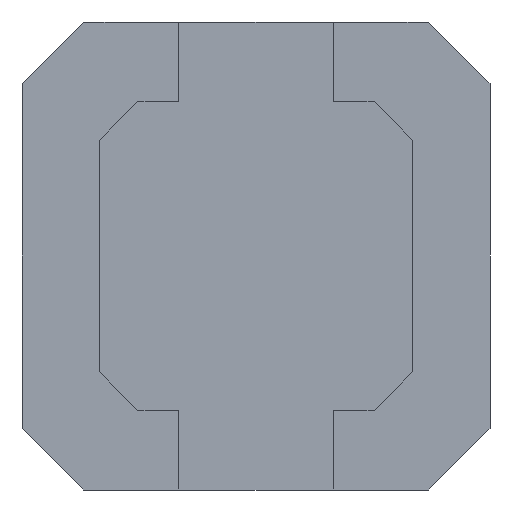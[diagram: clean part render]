
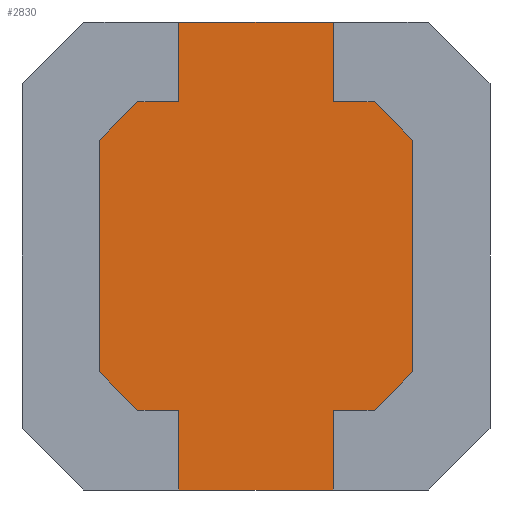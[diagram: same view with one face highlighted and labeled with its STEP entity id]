
A CAD part, front view. The second image highlights one B-rep face of the part: STEP entity #2830.
In plain terms, the highlighted planar face has unit normal (0, -1, 0).
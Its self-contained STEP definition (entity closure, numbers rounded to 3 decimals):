
#115 = CARTESIAN_POINT ( 'NONE',  ( -0.5, 0.15, -1.515 ) ) ;
#118 = VECTOR ( 'NONE', #3287, 1000. ) ;
#145 = VECTOR ( 'NONE', #2216, 1000. ) ;
#149 = VERTEX_POINT ( 'NONE', #1190 ) ;
#161 = LINE ( 'NONE', #2670, #3259 ) ;
#212 = CARTESIAN_POINT ( 'NONE',  ( -0.765, 0.15, 1. ) ) ;
#219 = CARTESIAN_POINT ( 'NONE',  ( 0.5, 0.15, 1.515 ) ) ;
#263 = EDGE_LOOP ( 'NONE', ( #1949, #4310, #1793, #4429, #1661, #1714, #2582, #4614, #2165, #2581, #3903, #3877, #1816, #5051, #879, #1431 ) ) ;
#272 = CARTESIAN_POINT ( 'NONE',  ( 0.5, 0.15, -1.515 ) ) ;
#355 = EDGE_CURVE ( 'NONE', #3643, #1594, #5248, .T. ) ;
#399 = DIRECTION ( 'NONE',  ( 0.707, 0., -0.707 ) ) ;
#573 = VERTEX_POINT ( 'NONE', #1398 ) ;
#607 = CARTESIAN_POINT ( 'NONE',  ( 0.765, 0.15, -1. ) ) ;
#621 = EDGE_CURVE ( 'NONE', #3288, #4513, #2702, .T. ) ;
#630 = DIRECTION ( 'NONE',  ( 0., 0., -1. ) ) ;
#665 = VECTOR ( 'NONE', #3378, 1000. ) ;
#673 = VECTOR ( 'NONE', #4123, 1000. ) ;
#688 = LINE ( 'NONE', #4786, #3667 ) ;
#716 = EDGE_CURVE ( 'NONE', #1594, #3288, #2921, .T. ) ;
#803 = VECTOR ( 'NONE', #399, 1000. ) ;
#805 = VERTEX_POINT ( 'NONE', #3495 ) ;
#868 = DIRECTION ( 'NONE',  ( 0., 0., -1. ) ) ;
#875 = EDGE_CURVE ( 'NONE', #5164, #805, #2780, .T. ) ;
#879 = ORIENTED_EDGE ( 'NONE', *, *, #4028, .T. ) ;
#893 = CARTESIAN_POINT ( 'NONE',  ( -0.765, 0.15, 1. ) ) ;
#929 = VERTEX_POINT ( 'NONE', #1131 ) ;
#931 = CARTESIAN_POINT ( 'NONE',  ( 0.5, 0.15, 1. ) ) ;
#1002 = LINE ( 'NONE', #3567, #4945 ) ;
#1118 = VERTEX_POINT ( 'NONE', #1421 ) ;
#1125 = DIRECTION ( 'NONE',  ( 1., 0., 0. ) ) ;
#1131 = CARTESIAN_POINT ( 'NONE',  ( -1.015, 0.15, 0.75 ) ) ;
#1157 = DIRECTION ( 'NONE',  ( 0., 0., 1. ) ) ;
#1180 = EDGE_CURVE ( 'NONE', #929, #5164, #688, .T. ) ;
#1190 = CARTESIAN_POINT ( 'NONE',  ( -0.5, 0.15, -1. ) ) ;
#1224 = EDGE_CURVE ( 'NONE', #4601, #3643, #3176, .T. ) ;
#1225 = CARTESIAN_POINT ( 'NONE',  ( 0.5, 0.15, -1. ) ) ;
#1290 = EDGE_CURVE ( 'NONE', #805, #149, #4939, .T. ) ;
#1398 = CARTESIAN_POINT ( 'NONE',  ( -0.5, 0.15, 1. ) ) ;
#1408 = VERTEX_POINT ( 'NONE', #212 ) ;
#1421 = CARTESIAN_POINT ( 'NONE',  ( 0.5, 0.15, 1.515 ) ) ;
#1431 = ORIENTED_EDGE ( 'NONE', *, *, #3360, .T. ) ;
#1594 = VERTEX_POINT ( 'NONE', #1225 ) ;
#1661 = ORIENTED_EDGE ( 'NONE', *, *, #1180, .T. ) ;
#1714 = ORIENTED_EDGE ( 'NONE', *, *, #875, .T. ) ;
#1737 = EDGE_CURVE ( 'NONE', #4513, #2970, #1002, .T. ) ;
#1739 = CARTESIAN_POINT ( 'NONE',  ( -0.5, 0.15, 1.515 ) ) ;
#1793 = ORIENTED_EDGE ( 'NONE', *, *, #3068, .T. ) ;
#1816 = ORIENTED_EDGE ( 'NONE', *, *, #1737, .T. ) ;
#1828 = VECTOR ( 'NONE', #1157, 1000. ) ;
#1938 = VERTEX_POINT ( 'NONE', #4914 ) ;
#1943 = VECTOR ( 'NONE', #4243, 1000. ) ;
#1949 = ORIENTED_EDGE ( 'NONE', *, *, #4502, .T. ) ;
#1950 = DIRECTION ( 'NONE',  ( 0.707, 0., 0.707 ) ) ;
#1985 = DIRECTION ( 'NONE',  ( 0., 0., 1. ) ) ;
#1995 = CARTESIAN_POINT ( 'NONE',  ( -0.765, 0.15, -1. ) ) ;
#2114 = AXIS2_PLACEMENT_3D ( 'NONE', #219, #5152, #2645 ) ;
#2165 = ORIENTED_EDGE ( 'NONE', *, *, #1224, .T. ) ;
#2216 = DIRECTION ( 'NONE',  ( -1., 0., 0. ) ) ;
#2518 = VECTOR ( 'NONE', #1950, 1000. ) ;
#2561 = DIRECTION ( 'NONE',  ( 1., 0., 0. ) ) ;
#2581 = ORIENTED_EDGE ( 'NONE', *, *, #355, .T. ) ;
#2582 = ORIENTED_EDGE ( 'NONE', *, *, #1290, .T. ) ;
#2630 = CARTESIAN_POINT ( 'NONE',  ( -1.015, 0.15, -0.75 ) ) ;
#2645 = DIRECTION ( 'NONE',  ( 1., 0., 0. ) ) ;
#2670 = CARTESIAN_POINT ( 'NONE',  ( -0.5, 0.15, 1. ) ) ;
#2702 = LINE ( 'NONE', #3017, #2518 ) ;
#2743 = CARTESIAN_POINT ( 'NONE',  ( 0.5, 0.15, -1.515 ) ) ;
#2780 = LINE ( 'NONE', #1995, #803 ) ;
#2830 = ADVANCED_FACE ( 'NONE', ( #3012 ), #5075, .F. ) ;
#2896 = VECTOR ( 'NONE', #868, 1000. ) ;
#2921 = LINE ( 'NONE', #3871, #4259 ) ;
#2946 = CARTESIAN_POINT ( 'NONE',  ( -0.5, 0.15, 1.515 ) ) ;
#2962 = EDGE_CURVE ( 'NONE', #1938, #573, #3384, .T. ) ;
#2970 = VERTEX_POINT ( 'NONE', #3002 ) ;
#2994 = EDGE_CURVE ( 'NONE', #1408, #929, #3335, .T. ) ;
#3002 = CARTESIAN_POINT ( 'NONE',  ( 1.015, 0.15, 0.75 ) ) ;
#3012 = FACE_OUTER_BOUND ( 'NONE', #263, .T. ) ;
#3017 = CARTESIAN_POINT ( 'NONE',  ( 0.765, 0.15, -1. ) ) ;
#3052 = DIRECTION ( 'NONE',  ( 0., 0., 1. ) ) ;
#3068 = EDGE_CURVE ( 'NONE', #573, #1408, #161, .T. ) ;
#3176 = LINE ( 'NONE', #4813, #4013 ) ;
#3259 = VECTOR ( 'NONE', #3623, 1000. ) ;
#3287 = DIRECTION ( 'NONE',  ( 1., 0., 0. ) ) ;
#3288 = VERTEX_POINT ( 'NONE', #607 ) ;
#3335 = LINE ( 'NONE', #893, #1943 ) ;
#3360 = EDGE_CURVE ( 'NONE', #4873, #1118, #4415, .T. ) ;
#3378 = DIRECTION ( 'NONE',  ( 0., 0., -1. ) ) ;
#3384 = LINE ( 'NONE', #2946, #2896 ) ;
#3420 = LINE ( 'NONE', #931, #145 ) ;
#3449 = VECTOR ( 'NONE', #3824, 1000. ) ;
#3495 = CARTESIAN_POINT ( 'NONE',  ( -0.765, 0.15, -1. ) ) ;
#3567 = CARTESIAN_POINT ( 'NONE',  ( 1.015, 0.15, 0.75 ) ) ;
#3623 = DIRECTION ( 'NONE',  ( -1., 0., 0. ) ) ;
#3643 = VERTEX_POINT ( 'NONE', #272 ) ;
#3667 = VECTOR ( 'NONE', #630, 1000. ) ;
#3684 = VECTOR ( 'NONE', #1985, 1000. ) ;
#3773 = CARTESIAN_POINT ( 'NONE',  ( 1.015, 0.15, -0.75 ) ) ;
#3824 = DIRECTION ( 'NONE',  ( -0.707, 0., 0.707 ) ) ;
#3836 = CARTESIAN_POINT ( 'NONE',  ( -0.5, 0.15, -1.515 ) ) ;
#3849 = VERTEX_POINT ( 'NONE', #4018 ) ;
#3871 = CARTESIAN_POINT ( 'NONE',  ( 0.5, 0.15, -1. ) ) ;
#3877 = ORIENTED_EDGE ( 'NONE', *, *, #621, .T. ) ;
#3903 = ORIENTED_EDGE ( 'NONE', *, *, #716, .T. ) ;
#4013 = VECTOR ( 'NONE', #1125, 1000. ) ;
#4018 = CARTESIAN_POINT ( 'NONE',  ( 0.765, 0.15, 1. ) ) ;
#4028 = EDGE_CURVE ( 'NONE', #3849, #4873, #3420, .T. ) ;
#4032 = EDGE_CURVE ( 'NONE', #2970, #3849, #4278, .T. ) ;
#4123 = DIRECTION ( 'NONE',  ( -1., 0., 0. ) ) ;
#4164 = CARTESIAN_POINT ( 'NONE',  ( 0.5, 0.15, 1. ) ) ;
#4209 = LINE ( 'NONE', #3836, #665 ) ;
#4243 = DIRECTION ( 'NONE',  ( -0.707, 0., -0.707 ) ) ;
#4249 = EDGE_CURVE ( 'NONE', #149, #4601, #4209, .T. ) ;
#4259 = VECTOR ( 'NONE', #2561, 1000. ) ;
#4278 = LINE ( 'NONE', #4648, #3449 ) ;
#4310 = ORIENTED_EDGE ( 'NONE', *, *, #2962, .T. ) ;
#4415 = LINE ( 'NONE', #4759, #3684 ) ;
#4429 = ORIENTED_EDGE ( 'NONE', *, *, #2994, .T. ) ;
#4502 = EDGE_CURVE ( 'NONE', #1118, #1938, #4595, .T. ) ;
#4508 = CARTESIAN_POINT ( 'NONE',  ( -0.5, 0.15, -1. ) ) ;
#4513 = VERTEX_POINT ( 'NONE', #3773 ) ;
#4595 = LINE ( 'NONE', #1739, #673 ) ;
#4601 = VERTEX_POINT ( 'NONE', #115 ) ;
#4614 = ORIENTED_EDGE ( 'NONE', *, *, #4249, .T. ) ;
#4648 = CARTESIAN_POINT ( 'NONE',  ( 0.765, 0.15, 1. ) ) ;
#4759 = CARTESIAN_POINT ( 'NONE',  ( 0.5, 0.15, 1.515 ) ) ;
#4786 = CARTESIAN_POINT ( 'NONE',  ( -1.015, 0.15, 0.75 ) ) ;
#4813 = CARTESIAN_POINT ( 'NONE',  ( -0.5, 0.15, -1.515 ) ) ;
#4873 = VERTEX_POINT ( 'NONE', #4164 ) ;
#4914 = CARTESIAN_POINT ( 'NONE',  ( -0.5, 0.15, 1.515 ) ) ;
#4939 = LINE ( 'NONE', #4508, #118 ) ;
#4945 = VECTOR ( 'NONE', #3052, 1000. ) ;
#5051 = ORIENTED_EDGE ( 'NONE', *, *, #4032, .T. ) ;
#5075 = PLANE ( 'NONE',  #2114 ) ;
#5152 = DIRECTION ( 'NONE',  ( 0., 1., 0. ) ) ;
#5164 = VERTEX_POINT ( 'NONE', #2630 ) ;
#5248 = LINE ( 'NONE', #2743, #1828 ) ;
